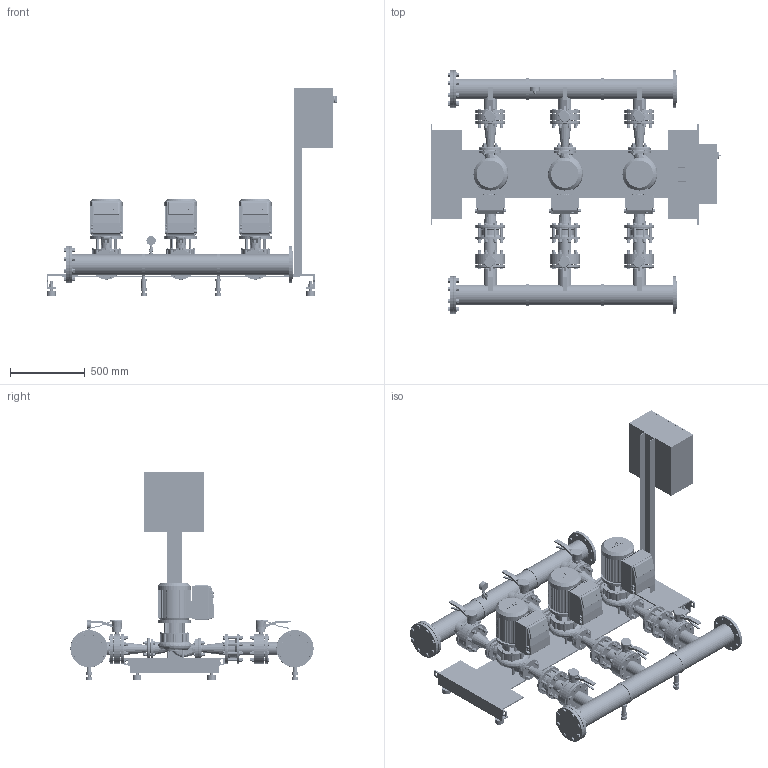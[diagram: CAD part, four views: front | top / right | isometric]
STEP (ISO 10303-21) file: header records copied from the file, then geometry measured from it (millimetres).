
FILE_DESCRIPTION((''),'2;1');
FILE_NAME('3d_SiFlux-21-IP-E40_160-4_2-SC-10-T4-4189217.stp','2015-07-31T10:09:46',(''),(''),'Mechanical Desktop 2009','Mechanical Desktop 2009',', , ');
FILE_SCHEMA(('CONFIG_CONTROL_DESIGN'));
Length unit declared in the file: millimetre
Products named in the file (1): Product
Bounding box: 1950 x 1632 x 1394 mm (x, y, z)
Volume: 202840846.8 mm3; surface area: 14004118.5 mm2
Topology: 393 solids, 393 shells, 9064 faces, 21333 edges, 13204 vertices
Faces by surface type: bspline 3615, plane 2678, cylinder 1503, cone 1067, torus 143, sphere 58
Full cylindrical faces by diameter (mm): 15 x6, 149.7 x4
Entity records: 302632 total; most frequent: CARTESIAN_POINT 113286, ORIENTED_EDGE 42430, DIRECTION 35929, EDGE_CURVE 21215, AXIS2_PLACEMENT_3D 13696, VERTEX_POINT 13174, EDGE_LOOP 10101, FACE_OUTER_BOUND 9064
